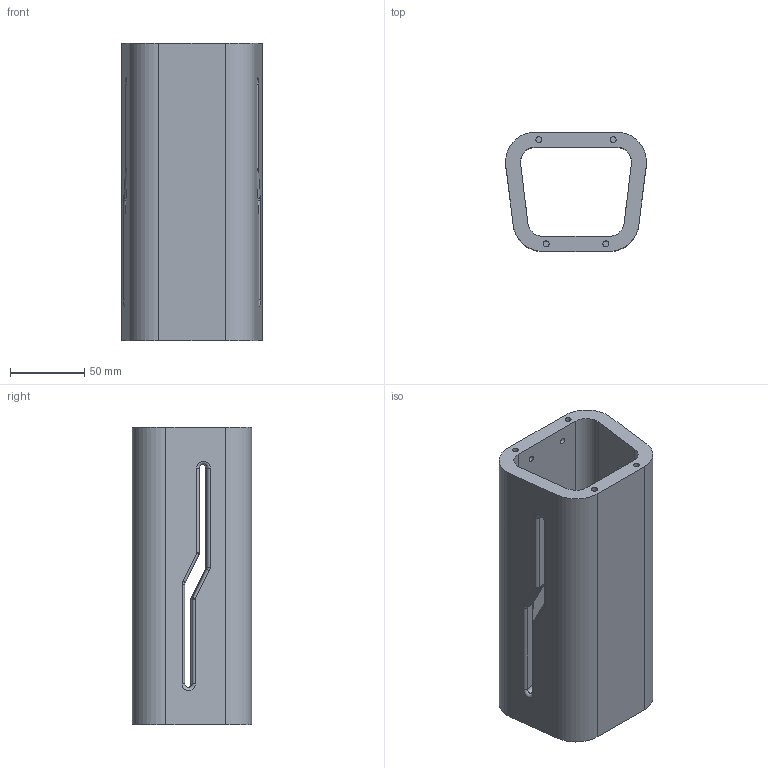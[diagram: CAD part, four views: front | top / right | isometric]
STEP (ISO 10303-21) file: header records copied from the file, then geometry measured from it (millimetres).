
FILE_DESCRIPTION(/* description */ ('','CAx-IF Rec.Pracs.---Representation and Presentation of Product Manufacturing Information (PMI)---4.0---2014-10-13'),/* implementation_level */ '2;1');
FILE_NAME(/* name */ 'Swift_body_center.step',/* time_stamp */ '2025-01-22T18:36:41-05:00',/* author */ (''),/* organization */ (''),/* preprocessor_version */ 'ST-DEVELOPER v20',/* originating_system */ 'Autodesk Translation Framework v13.20.0.188',/* authorisation */ '');
FILE_SCHEMA (('AP242_MANAGED_MODEL_BASED_3D_ENGINEERING_MIM_LF { 1 0 10303 442 1 1 4 }'));
Length unit declared in the file: millimetre
Products named in the file (1): Swift
Bounding box: 94.65 x 80 x 200 mm (x, y, z)
Volume: 526493.3 mm3; surface area: 121031.7 mm2
Topology: 1 solids, 1 shells, 134 faces, 296 edges, 184 vertices
Faces by surface type: cylinder 68, plane 42, torus 16, bspline 8
Full cylindrical faces by diameter (mm): 3.95 x12, 4 x8
Entity records: 3805 total; most frequent: DIRECTION 718, CARTESIAN_POINT 679, ORIENTED_EDGE 592, EDGE_CURVE 296, AXIS2_PLACEMENT_3D 295, VERTEX_POINT 184, CIRCLE 168, EDGE_LOOP 160
